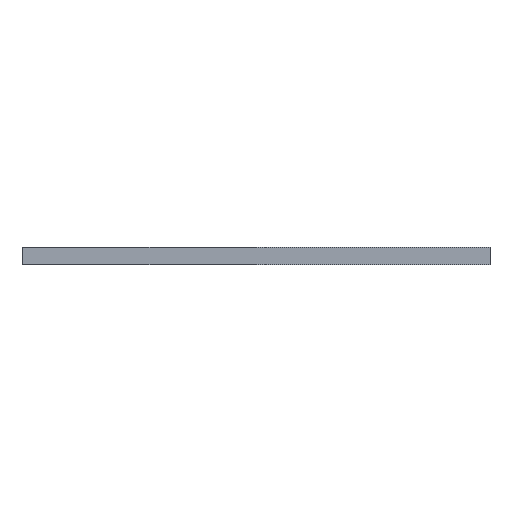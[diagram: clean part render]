
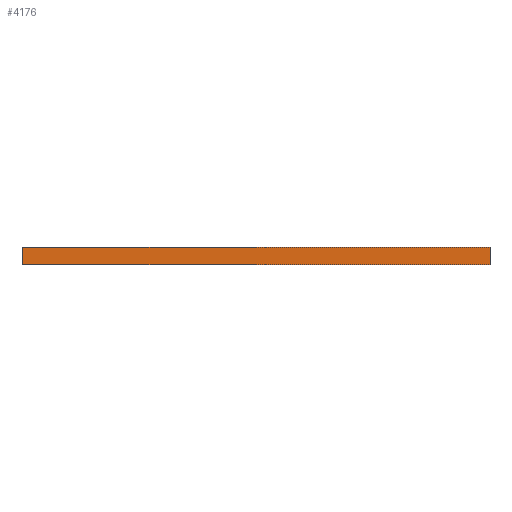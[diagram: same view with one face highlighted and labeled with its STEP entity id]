
A CAD part, left-side view. The second image highlights one B-rep face of the part: STEP entity #4176.
In plain terms, the highlighted planar face has unit normal (-1, 0, 0).
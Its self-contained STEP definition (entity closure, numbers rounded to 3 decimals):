
#75 = EDGE_CURVE ( 'NONE', #3929, #4793, #2765, .T. ) ;
#96 = DIRECTION ( 'NONE',  ( -1., 0., 0. ) ) ;
#300 = CARTESIAN_POINT ( 'NONE',  ( -22.4, -22.875, -0.85 ) ) ;
#797 = EDGE_CURVE ( 'NONE', #3480, #2893, #2672, .T. ) ;
#826 = DIRECTION ( 'NONE',  ( 0., 0., -1. ) ) ;
#956 = ORIENTED_EDGE ( 'NONE', *, *, #1639, .F. ) ;
#1070 = ORIENTED_EDGE ( 'NONE', *, *, #2240, .T. ) ;
#1474 = VECTOR ( 'NONE', #3508, 1000. ) ;
#1590 = ORIENTED_EDGE ( 'NONE', *, *, #797, .F. ) ;
#1639 = EDGE_CURVE ( 'NONE', #3929, #3480, #2633, .T. ) ;
#1713 = DIRECTION ( 'NONE',  ( 0., 1., 0. ) ) ;
#1739 = CARTESIAN_POINT ( 'NONE',  ( -22.4, -22.875, 0.85 ) ) ;
#1952 = EDGE_LOOP ( 'NONE', ( #1590, #956, #4127, #1070 ) ) ;
#2071 = VECTOR ( 'NONE', #826, 1000. ) ;
#2240 = EDGE_CURVE ( 'NONE', #4793, #2893, #4658, .T. ) ;
#2466 = CARTESIAN_POINT ( 'NONE',  ( -22.4, -22.875, 0.85 ) ) ;
#2633 = LINE ( 'NONE', #1739, #1474 ) ;
#2672 = LINE ( 'NONE', #300, #5392 ) ;
#2739 = CARTESIAN_POINT ( 'NONE',  ( -22.4, -22.875, 0.85 ) ) ;
#2755 = AXIS2_PLACEMENT_3D ( 'NONE', #2739, #96, #4008 ) ;
#2765 = LINE ( 'NONE', #5143, #4326 ) ;
#2782 = PLANE ( 'NONE',  #2755 ) ;
#2893 = VERTEX_POINT ( 'NONE', #2954 ) ;
#2954 = CARTESIAN_POINT ( 'NONE',  ( -22.4, 22.875, -0.85 ) ) ;
#2982 = CARTESIAN_POINT ( 'NONE',  ( -22.4, 22.875, 0.85 ) ) ;
#3330 = FACE_OUTER_BOUND ( 'NONE', #1952, .T. ) ;
#3480 = VERTEX_POINT ( 'NONE', #4797 ) ;
#3508 = DIRECTION ( 'NONE',  ( 0., 0., -1. ) ) ;
#3929 = VERTEX_POINT ( 'NONE', #2466 ) ;
#4008 = DIRECTION ( 'NONE',  ( 0., 0., 1. ) ) ;
#4127 = ORIENTED_EDGE ( 'NONE', *, *, #75, .T. ) ;
#4176 = ADVANCED_FACE ( 'NONE', ( #3330 ), #2782, .T. ) ;
#4326 = VECTOR ( 'NONE', #1713, 1000. ) ;
#4638 = DIRECTION ( 'NONE',  ( 0., 1., 0. ) ) ;
#4658 = LINE ( 'NONE', #2982, #2071 ) ;
#4793 = VERTEX_POINT ( 'NONE', #5643 ) ;
#4797 = CARTESIAN_POINT ( 'NONE',  ( -22.4, -22.875, -0.85 ) ) ;
#5143 = CARTESIAN_POINT ( 'NONE',  ( -22.4, -22.875, 0.85 ) ) ;
#5392 = VECTOR ( 'NONE', #4638, 1000. ) ;
#5643 = CARTESIAN_POINT ( 'NONE',  ( -22.4, 22.875, 0.85 ) ) ;
